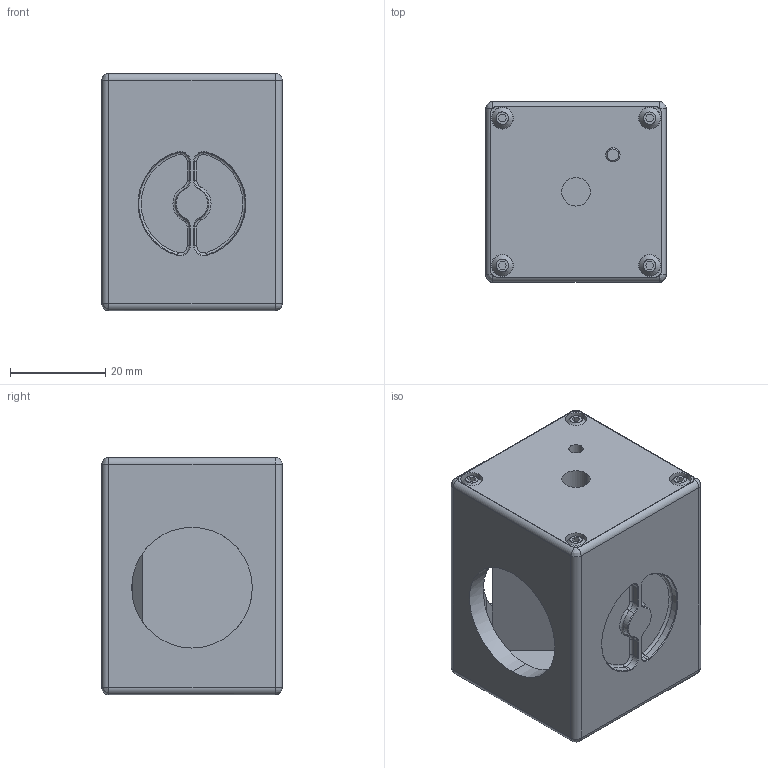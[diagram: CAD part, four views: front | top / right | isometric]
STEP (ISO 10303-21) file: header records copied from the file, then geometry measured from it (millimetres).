
FILE_DESCRIPTION (( 'STEP AP203' ), '1' );
FILE_NAME ('Web Model 49684_49686.step', '2017-07-13T14:35:09', ( '' ), ( '' ), 'SwSTEP 2.0', 'SolidWorks 2016', '' );
FILE_SCHEMA (( 'CONFIG_CONTROL_DESIGN' ));
Length unit declared in the file: millimetre
Products named in the file (1): Web Model 49684_49686
Bounding box: 38 x 38 x 50 mm (x, y, z)
Volume: 33383.4 mm3; surface area: 18660.2 mm2
Topology: 1 solids, 9 shells, 316 faces, 770 edges, 491 vertices
Faces by surface type: plane 145, cylinder 119, bspline 26, cone 26
Entity records: 9925 total; most frequent: CARTESIAN_POINT 2396, DIRECTION 1580, ORIENTED_EDGE 1532, EDGE_CURVE 766, AXIS2_PLACEMENT_3D 577, VERTEX_POINT 491, LINE 426, VECTOR 426
